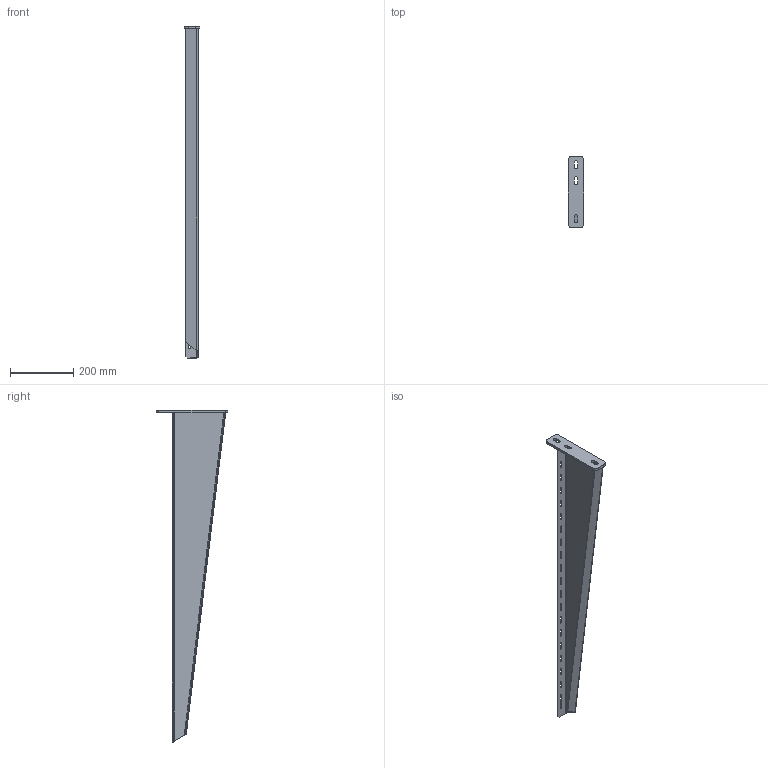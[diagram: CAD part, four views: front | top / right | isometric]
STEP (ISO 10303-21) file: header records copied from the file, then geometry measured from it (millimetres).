
FILE_DESCRIPTION (( 'STEP AP203' ), '1' );
FILE_NAME ('10-02-1390.STEP', '2013-05-02T10:47:37', ( 'asennus' ), ( '' ), 'SwSTEP 2.0', 'SolidWorks 2013', '' );
FILE_SCHEMA (( 'CONFIG_CONTROL_DESIGN' ));
Length unit declared in the file: millimetre
Products named in the file (1): 10-02-1390
Bounding box: 50 x 225 x 1048 mm (x, y, z)
Volume: 618366.3 mm3; surface area: 394392.7 mm2
Topology: 2 solids, 2 shells, 147 faces, 413 edges, 270 vertices
Faces by surface type: cylinder 74, plane 70, bspline 3
Entity records: 5032 total; most frequent: CARTESIAN_POINT 964, DIRECTION 837, ORIENTED_EDGE 826, EDGE_CURVE 413, AXIS2_PLACEMENT_3D 291, VERTEX_POINT 270, VECTOR 255, LINE 255
